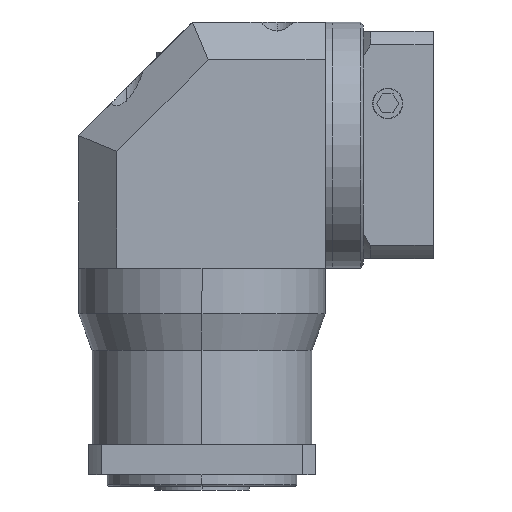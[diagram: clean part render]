
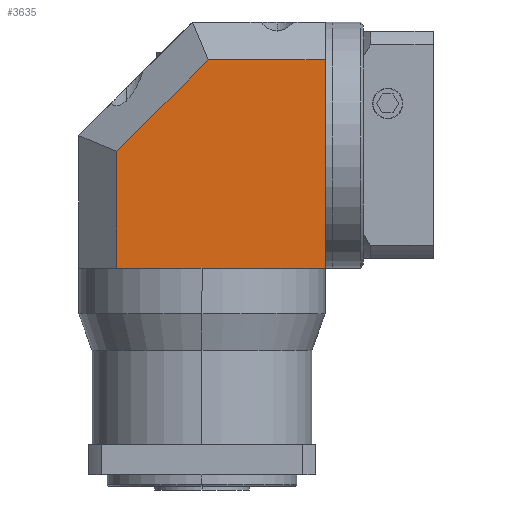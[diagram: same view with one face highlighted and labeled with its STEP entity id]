
A CAD part, left-side view. The second image highlights one B-rep face of the part: STEP entity #3635.
In plain terms, the highlighted planar face has unit normal (-1, 0, 0).
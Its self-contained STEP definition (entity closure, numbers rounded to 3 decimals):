
#136 = VECTOR ( 'NONE', #4255, 1000. ) ;
#289 = DIRECTION ( 'NONE',  ( 0., 0., -1. ) ) ;
#531 = LINE ( 'NONE', #6942, #8508 ) ;
#873 = EDGE_LOOP ( 'NONE', ( #2867, #4249, #1243, #6303, #2306, #3279, #3385 ) ) ;
#914 = CARTESIAN_POINT ( 'NONE',  ( -32.5, 32.5, 0. ) ) ;
#1203 = VERTEX_POINT ( 'NONE', #8892 ) ;
#1241 = VECTOR ( 'NONE', #5404, 1000. ) ;
#1243 = ORIENTED_EDGE ( 'NONE', *, *, #1838, .T. ) ;
#1539 = CARTESIAN_POINT ( 'NONE',  ( -32.5, 0., 0. ) ) ;
#1632 = CARTESIAN_POINT ( 'NONE',  ( -32.5, -32.5, 65. ) ) ;
#1661 = CARTESIAN_POINT ( 'NONE',  ( -32.5, -32.5, 0. ) ) ;
#1698 = CARTESIAN_POINT ( 'NONE',  ( -32.5, 32.5, 65. ) ) ;
#1741 = LINE ( 'NONE', #3269, #136 ) ;
#1806 = EDGE_CURVE ( 'NONE', #2052, #3742, #2936, .T. ) ;
#1838 = EDGE_CURVE ( 'NONE', #3742, #2793, #1741, .T. ) ;
#1876 = CARTESIAN_POINT ( 'NONE',  ( -32.5, -32.5, 55. ) ) ;
#1976 = DIRECTION ( 'NONE',  ( 0., 0., -1. ) ) ;
#2052 = VERTEX_POINT ( 'NONE', #1876 ) ;
#2306 = ORIENTED_EDGE ( 'NONE', *, *, #8018, .T. ) ;
#2610 = EDGE_CURVE ( 'NONE', #2793, #7473, #531, .T. ) ;
#2698 = CARTESIAN_POINT ( 'NONE',  ( -32.5, 32.5, 55. ) ) ;
#2793 = VERTEX_POINT ( 'NONE', #4327 ) ;
#2800 = LINE ( 'NONE', #914, #8343 ) ;
#2867 = ORIENTED_EDGE ( 'NONE', *, *, #3106, .F. ) ;
#2936 = LINE ( 'NONE', #2698, #1241 ) ;
#2948 = DIRECTION ( 'NONE',  ( 0., -1., 0. ) ) ;
#2968 = LINE ( 'NONE', #1632, #4577 ) ;
#3019 = CARTESIAN_POINT ( 'NONE',  ( -32.5, 22.5, 0. ) ) ;
#3067 = EDGE_CURVE ( 'NONE', #1203, #5833, #6872, .T. ) ;
#3106 = EDGE_CURVE ( 'NONE', #2052, #1203, #2968, .T. ) ;
#3269 = CARTESIAN_POINT ( 'NONE',  ( -32.5, 25.429, 27.929 ) ) ;
#3279 = ORIENTED_EDGE ( 'NONE', *, *, #5401, .T. ) ;
#3385 = ORIENTED_EDGE ( 'NONE', *, *, #3067, .F. ) ;
#3624 = VECTOR ( 'NONE', #6030, 1000. ) ;
#3635 = ADVANCED_FACE ( 'NONE', ( #7946 ), #5932, .F. ) ;
#3742 = VERTEX_POINT ( 'NONE', #4849 ) ;
#4030 = CARTESIAN_POINT ( 'NONE',  ( -32.5, 32.5, 0. ) ) ;
#4249 = ORIENTED_EDGE ( 'NONE', *, *, #1806, .T. ) ;
#4255 = DIRECTION ( 'NONE',  ( 0., 0.707, -0.707 ) ) ;
#4327 = CARTESIAN_POINT ( 'NONE',  ( -32.5, 22.5, 30.858 ) ) ;
#4577 = VECTOR ( 'NONE', #289, 1000. ) ;
#4849 = CARTESIAN_POINT ( 'NONE',  ( -32.5, -1.642, 55. ) ) ;
#5179 = LINE ( 'NONE', #4030, #6808 ) ;
#5315 = DIRECTION ( 'NONE',  ( 0., 0., -1. ) ) ;
#5401 = EDGE_CURVE ( 'NONE', #6869, #5833, #5179, .T. ) ;
#5404 = DIRECTION ( 'NONE',  ( 0., 1., 0. ) ) ;
#5833 = VERTEX_POINT ( 'NONE', #1661 ) ;
#5932 = PLANE ( 'NONE',  #7324 ) ;
#6030 = DIRECTION ( 'NONE',  ( 0., 0., -1. ) ) ;
#6303 = ORIENTED_EDGE ( 'NONE', *, *, #2610, .T. ) ;
#6618 = CARTESIAN_POINT ( 'NONE',  ( -32.5, -32.5, 65. ) ) ;
#6808 = VECTOR ( 'NONE', #7466, 1000. ) ;
#6869 = VERTEX_POINT ( 'NONE', #1539 ) ;
#6872 = LINE ( 'NONE', #6618, #3624 ) ;
#6942 = CARTESIAN_POINT ( 'NONE',  ( -32.5, 22.5, 65. ) ) ;
#7324 = AXIS2_PLACEMENT_3D ( 'NONE', #1698, #7758, #5315 ) ;
#7466 = DIRECTION ( 'NONE',  ( 0., -1., 0. ) ) ;
#7473 = VERTEX_POINT ( 'NONE', #3019 ) ;
#7758 = DIRECTION ( 'NONE',  ( 1., 0., 0. ) ) ;
#7946 = FACE_OUTER_BOUND ( 'NONE', #873, .T. ) ;
#8018 = EDGE_CURVE ( 'NONE', #7473, #6869, #2800, .T. ) ;
#8343 = VECTOR ( 'NONE', #2948, 1000. ) ;
#8508 = VECTOR ( 'NONE', #1976, 1000. ) ;
#8892 = CARTESIAN_POINT ( 'NONE',  ( -32.5, -32.5, 32.5 ) ) ;
